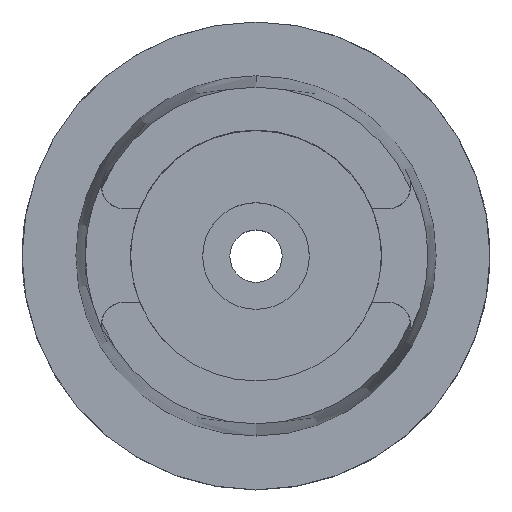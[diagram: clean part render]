
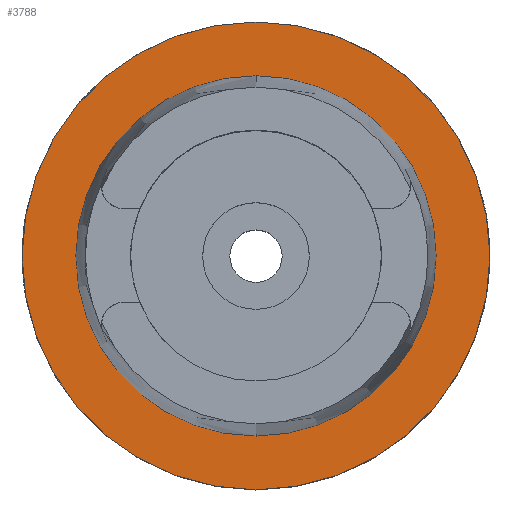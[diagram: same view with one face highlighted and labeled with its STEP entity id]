
A CAD part, top view. The second image highlights one B-rep face of the part: STEP entity #3788.
In plain terms, the highlighted planar face has unit normal (0, 0, 1).
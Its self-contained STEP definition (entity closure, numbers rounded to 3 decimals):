
#1822=CARTESIAN_POINT('',(0.,0.,0.));
#1823=DIRECTION('',(0.,0.,-1.));
#1824=DIRECTION('',(0.,-1.,0.));
#1825=AXIS2_PLACEMENT_3D('',#1822,#1823,#1824);
#1830=CARTESIAN_POINT('',(0.,0.,0.));
#1831=DIRECTION('',(0.,0.,-1.));
#1832=DIRECTION('',(0.,1.,0.));
#1833=AXIS2_PLACEMENT_3D('',#1830,#1831,#1832);
#1838=CARTESIAN_POINT('',(0.,0.,0.));
#1839=DIRECTION('',(0.,0.,1.));
#1840=DIRECTION('',(0.,-1.,0.));
#1841=AXIS2_PLACEMENT_3D('',#1838,#1839,#1840);
#1846=CARTESIAN_POINT('',(0.,0.,0.));
#1847=DIRECTION('',(0.,0.,1.));
#1848=DIRECTION('',(0.,1.,0.));
#1849=AXIS2_PLACEMENT_3D('',#1846,#1847,#1848);
#2074=CARTESIAN_POINT('',(0.,48.134,0.));
#2075=VERTEX_POINT('',#2074);
#2076=CARTESIAN_POINT('',(0.,-48.134,0.));
#2077=VERTEX_POINT('',#2076);
#2141=CARTESIAN_POINT('',(0.,-62.5,0.));
#2142=CARTESIAN_POINT('',(0.,62.5,0.));
#2143=VERTEX_POINT('',#2141);
#2144=VERTEX_POINT('',#2142);
#3775=CARTESIAN_POINT('',(0.,0.,0.));
#3776=DIRECTION('',(0.,0.,-1.));
#3777=DIRECTION('',(0.,-1.,0.));
#3778=AXIS2_PLACEMENT_3D('',#3775,#3776,#3777);
#3779=PLANE('',#3778);
#3780=ORIENTED_EDGE('',*,*,#3534,.T.);
#3781=ORIENTED_EDGE('',*,*,#3652,.T.);
#3782=EDGE_LOOP('',(#3780,#3781));
#3783=FACE_OUTER_BOUND('',#3782,.F.);
#3784=ORIENTED_EDGE('',*,*,#2406,.T.);
#3785=ORIENTED_EDGE('',*,*,#2520,.T.);
#3786=EDGE_LOOP('',(#3784,#3785));
#3787=FACE_BOUND('',#3786,.F.);
#1826=CIRCLE('',#1825,62.5);
#1834=CIRCLE('',#1833,62.5);
#1842=CIRCLE('',#1841,48.134);
#1850=CIRCLE('',#1849,48.134);
#2406=EDGE_CURVE('',#2077,#2075,#1842,.T.);
#2520=EDGE_CURVE('',#2075,#2077,#1850,.T.);
#3534=EDGE_CURVE('',#2143,#2144,#1826,.T.);
#3652=EDGE_CURVE('',#2144,#2143,#1834,.T.);
#3788=ADVANCED_FACE('',(#3783,#3787),#3779,.F.);
